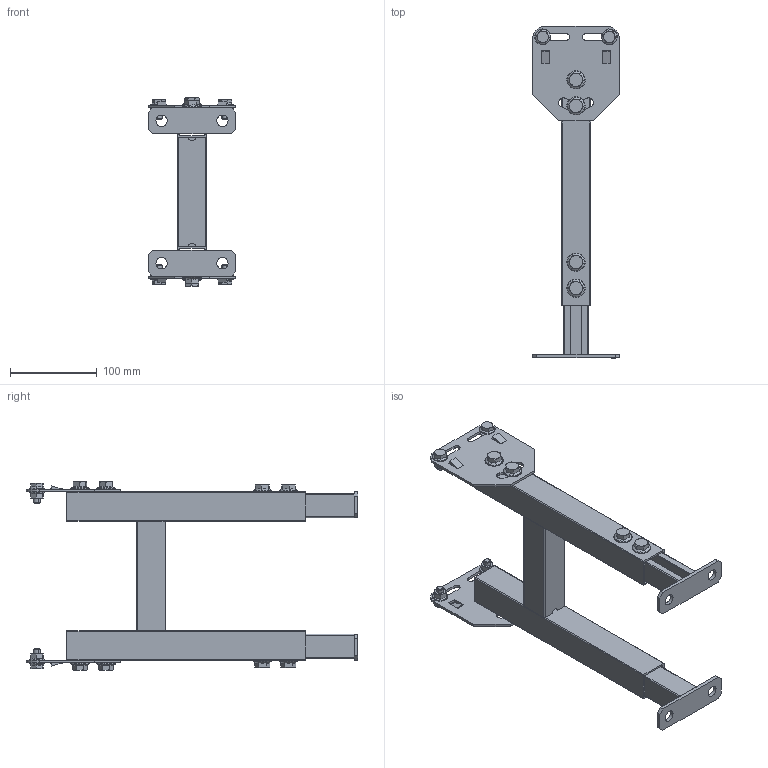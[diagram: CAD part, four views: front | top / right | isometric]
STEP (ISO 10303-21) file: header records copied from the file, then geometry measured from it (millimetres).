
FILE_DESCRIPTION (( 'STEP AP214' ), '1' );
FILE_NAME ('S110949.step', '2020-10-28T11:12:10', ( '' ), ( '' ), 'SwSTEP 2.0', 'SolidWorks 2018', '' );
FILE_SCHEMA (( 'AUTOMOTIVE_DESIGN' ));
Length unit declared in the file: millimetre
Products named in the file (13): S111132_C-Profil-28-28-2_KFG_L260; S100112_Fußplatte; S100111_Vierkantrohr-34x34x2_L275 re; S110942_SBL-390-570-Fuß_Breite ab 400; S110943_SBL-390-570-Grundkörper-200; S100111_Vierkantrohr-34x34x2_L275 li; S100118_DIN6923-M8_Hexagon Flange Nut DIN 6923 - M8 - C; S100229_Sperrzahnschraube_M10x20-8.8-A2K; S100110_Befestigungsplatte_F〉-St》ze-Leicht; S110949; S109506_Klemmplatte-SBL; S100994_Sperrzahnschraube_M08x16-8.8-A2K; S100111_Vierkantrohr-34x34x2_L126-Quer
Assembly tree (30 placements, depth 3):
  S110949
    S110943_SBL-390-570-Grundkörper-200
      S100111_Vierkantrohr-34x34x2_L275 li
      S100111_Vierkantrohr-34x34x2_L275 re
      S100111_Vierkantrohr-34x34x2_L126-Quer
    S110942_SBL-390-570-Fuß_Breite ab 400  x2
      S111132_C-Profil-28-28-2_KFG_L260
      S100112_Fußplatte
    S100110_Befestigungsplatte_F〉-St》ze-Leicht  x2
    S109506_Klemmplatte-SBL  x4
    S100229_Sperrzahnschraube_M10x20-8.8-A2K  x8
    S100994_Sperrzahnschraube_M08x16-8.8-A2K  x4
    S100118_DIN6923-M8_Hexagon Flange Nut DIN 6923 - M8 - C  x4
Bounding box: 100 x 382 x 217 mm (x, y, z)
Volume: 410966.5 mm3; surface area: 360123.9 mm2
Topology: 33 solids, 33 shells, 822 faces, 1930 edges, 1188 vertices
Faces by surface type: plane 350, cone 216, cylinder 176, bspline 56, torus 24
Entity records: 10401 total; most frequent: CARTESIAN_POINT 2308, DIRECTION 1472, ORIENTED_EDGE 1434, EDGE_CURVE 717, AXIS2_PLACEMENT_3D 555, VERTEX_POINT 455, LINE 362, VECTOR 362
